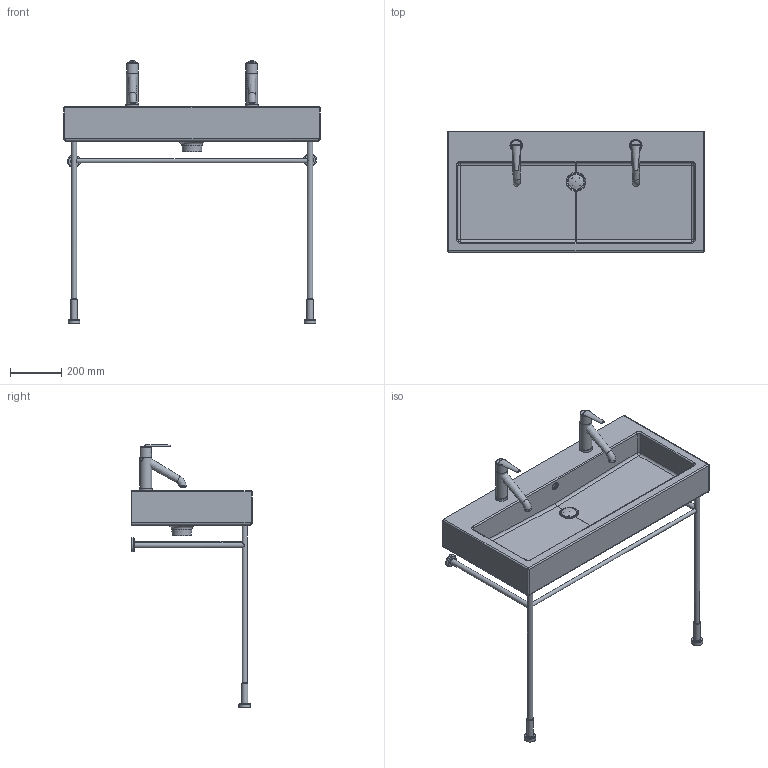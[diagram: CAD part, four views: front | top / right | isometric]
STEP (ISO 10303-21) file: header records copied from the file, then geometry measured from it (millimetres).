
FILE_DESCRIPTION((''),'2;1');
FILE_NAME('045410_2_0030671.stp','2008-11-18T23:04:45',('Huebner'),(''),'Autodesk Inventor 11','Autodesk Inventor 11','');
FILE_SCHEMA(('AUTOMOTIVE_DESIGN { 1 0 10303 214 1 1 1 1 }'));
Length unit declared in the file: millimetre
Products named in the file (10): 045410_2_0030671; Gestel715x920_Ableitung; 045410_2d; Stopfen; Kelch; Hebel150vorlage; hebel1; Hebel1_150neu; Neoperl; Griff
Assembly tree (10 placements, depth 3):
  045410_2_0030671
    Gestel715x920_Ableitung
    045410_2d
    Stopfen
    Kelch
    Hebel150vorlage  x2
      hebel1
      Hebel1_150neu
      Neoperl
      Griff
Bounding box: 1000 x 470 x 1024.34 mm (x, y, z)
Volume: 25339057.7 mm3; surface area: 2058969.3 mm2
Topology: 12 solids, 12 shells, 196 faces, 421 edges, 252 vertices
Faces by surface type: cylinder 69, plane 65, bspline 26, torus 22, cone 12, sphere 2
Full cylindrical faces by diameter (mm): 15 x1, 16 x2, 20 x2, 21 x4, 25 x7, 35 x4, 42 x1, 44 x1, 45 x4, 46 x2, 50 x4, 52 x1, 60 x1
Entity records: 7256 total; most frequent: CARTESIAN_POINT 3535, DIRECTION 778, ORIENTED_EDGE 606, AXIS2_PLACEMENT_3D 335, EDGE_CURVE 303, EDGE_LOOP 255, VERTEX_POINT 214, FACE_OUTER_BOUND 171
